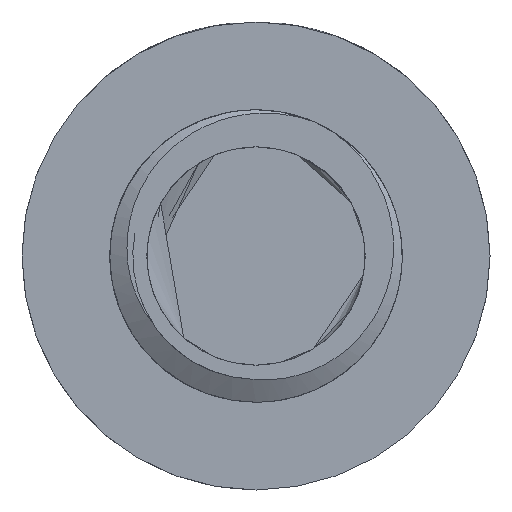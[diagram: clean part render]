
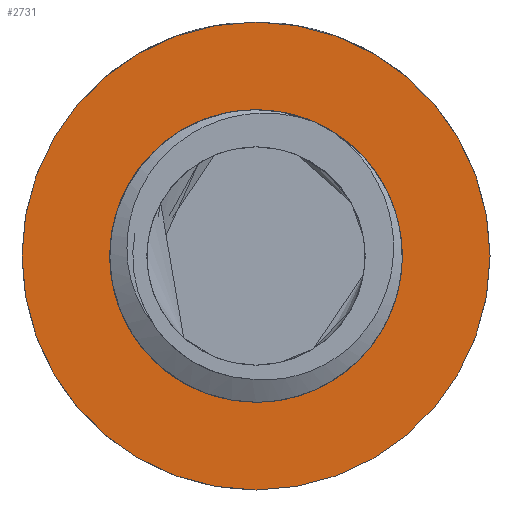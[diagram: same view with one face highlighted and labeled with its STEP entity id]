
A CAD part, front view. The second image highlights one B-rep face of the part: STEP entity #2731.
In plain terms, the highlighted planar face has unit normal (0, -1, 0).
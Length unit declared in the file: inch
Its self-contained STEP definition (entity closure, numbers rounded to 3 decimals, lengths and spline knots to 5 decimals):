
#152 = AXIS2_PLACEMENT_3D ( 'NONE', #8638, #2930, #9582 ) ;
#153 = CARTESIAN_POINT ( 'NONE',  ( 0.08847, 0., 0.16557 ) ) ;
#204 = CARTESIAN_POINT ( 'NONE',  ( 0.18773, 0., 0.00008 ) ) ;
#239 = CARTESIAN_POINT ( 'NONE',  ( 0.05448, 0., -0.17964 ) ) ;
#282 = CARTESIAN_POINT ( 'NONE',  ( -0.13271, 0., -0.13277 ) ) ;
#343 = DIRECTION ( 'NONE',  ( 0., 0., 1. ) ) ;
#800 = ORIENTED_EDGE ( 'NONE', *, *, #1148, .F. ) ;
#1136 = CARTESIAN_POINT ( 'NONE',  ( 0.11176, 0., 0.15083 ) ) ;
#1148 = EDGE_CURVE ( 'NONE', #11007, #8529, #1435, .T. ) ;
#1179 = CARTESIAN_POINT ( 'NONE',  ( 0.18568, 0., -0.02762 ) ) ;
#1215 = CARTESIAN_POINT ( 'NONE',  ( 0.0276, 0., -0.18569 ) ) ;
#1264 = CARTESIAN_POINT ( 'NONE',  ( -0.15084, 0., -0.11174 ) ) ;
#1319 = CARTESIAN_POINT ( 'NONE',  ( 0., 0., 0.1875 ) ) ;
#1325 = DIRECTION ( 'NONE',  ( 0., 0., 1. ) ) ;
#1435 = CIRCLE ( 'NONE', #3827, 0.3 ) ;
#1592 = DIRECTION ( 'NONE',  ( 0., 1., 0. ) ) ;
#1620 = CARTESIAN_POINT ( 'NONE',  ( 0., 0., 0. ) ) ;
#2099 = CARTESIAN_POINT ( 'NONE',  ( 0.13276, 0., 0.13273 ) ) ;
#2115 = FACE_BOUND ( 'NONE', #10059, .T. ) ;
#2140 = CARTESIAN_POINT ( 'NONE',  ( 0.17965, 0., -0.05446 ) ) ;
#2183 = CARTESIAN_POINT ( 'NONE',  ( -0.00006, 0., -0.18773 ) ) ;
#2224 = CARTESIAN_POINT ( 'NONE',  ( -0.16556, 0., -0.08849 ) ) ;
#2308 = CARTESIAN_POINT ( 'NONE',  ( 0., 0., 0. ) ) ;
#2394 = CARTESIAN_POINT ( 'NONE',  ( 0., 0., -0.3 ) ) ;
#2731 = ADVANCED_FACE ( 'NONE', ( #10007, #2115 ), #11745, .F. ) ;
#2736 = VERTEX_POINT ( 'NONE', #1319 ) ;
#2930 = DIRECTION ( 'NONE',  ( 0., -1., 0. ) ) ;
#2987 = CARTESIAN_POINT ( 'NONE',  ( -0.1875, 0., 0. ) ) ;
#3041 = CARTESIAN_POINT ( 'NONE',  ( 0.01853, 0., 0.1875 ) ) ;
#3082 = CARTESIAN_POINT ( 'NONE',  ( 0.15072, 0., 0.11191 ) ) ;
#3124 = CARTESIAN_POINT ( 'NONE',  ( 0.16968, 0., -0.08031 ) ) ;
#3161 = CARTESIAN_POINT ( 'NONE',  ( -0.02748, 0., -0.1857 ) ) ;
#3201 = CARTESIAN_POINT ( 'NONE',  ( -0.17678, 0., -0.06317 ) ) ;
#3290 = DIRECTION ( 'NONE',  ( 0., 0., 1. ) ) ;
#3353 = AXIS2_PLACEMENT_3D ( 'NONE', #2308, #8972, #3290 ) ;
#3827 = AXIS2_PLACEMENT_3D ( 'NONE', #1620, #1592, #1325 ) ;
#3920 = CARTESIAN_POINT ( 'NONE',  ( 0., 0., 0. ) ) ;
#3975 = ORIENTED_EDGE ( 'NONE', *, *, #10203, .F. ) ;
#4004 = CARTESIAN_POINT ( 'NONE',  ( 0., 0., 0.1875 ) ) ;
#4039 = CARTESIAN_POINT ( 'NONE',  ( 0.16559, 0., 0.08844 ) ) ;
#4078 = CARTESIAN_POINT ( 'NONE',  ( 0.14568, 0., -0.11949 ) ) ;
#4120 = CARTESIAN_POINT ( 'NONE',  ( -0.05458, 0., -0.17962 ) ) ;
#4162 = CARTESIAN_POINT ( 'NONE',  ( -0.1875, 0., -0.01859 ) ) ;
#4178 = CARTESIAN_POINT ( 'NONE',  ( 0., 0., 0. ) ) ;
#4306 = EDGE_CURVE ( 'NONE', #2736, #6748, #7096, .T. ) ;
#4335 = EDGE_CURVE ( 'NONE', #8529, #11007, #7638, .T. ) ;
#4880 = DIRECTION ( 'NONE',  ( 0., 0., 1. ) ) ;
#4965 = CARTESIAN_POINT ( 'NONE',  ( 0.03665, 0., 0.18481 ) ) ;
#4998 = CARTESIAN_POINT ( 'NONE',  ( 0.18023, 0., 0.05485 ) ) ;
#5046 = CARTESIAN_POINT ( 'NONE',  ( 0.10473, 0., -0.15662 ) ) ;
#5087 = CARTESIAN_POINT ( 'NONE',  ( -0.08869, 0., -0.16621 ) ) ;
#5894 = ORIENTED_EDGE ( 'NONE', *, *, #4335, .F. ) ;
#5928 = CARTESIAN_POINT ( 'NONE',  ( 0.07189, 0., 0.17341 ) ) ;
#5960 = CARTESIAN_POINT ( 'NONE',  ( 0.1875, 0., 0.00925 ) ) ;
#5995 = CARTESIAN_POINT ( 'NONE',  ( 0.07176, 0., -0.17347 ) ) ;
#6031 = CARTESIAN_POINT ( 'NONE',  ( -0.12607, 0., -0.13909 ) ) ;
#6097 = DIRECTION ( 'NONE',  ( 0., 1., 0. ) ) ;
#6739 = AXIS2_PLACEMENT_3D ( 'NONE', #3920, #10544, #4880 ) ;
#6748 = VERTEX_POINT ( 'NONE', #2987 ) ;
#6864 = CARTESIAN_POINT ( 'NONE',  ( 0.09644, 0., 0.16106 ) ) ;
#6893 = CARTESIAN_POINT ( 'NONE',  ( 0.18683, 0., -0.01836 ) ) ;
#6946 = CARTESIAN_POINT ( 'NONE',  ( 0.04565, 0., -0.18209 ) ) ;
#6985 = CARTESIAN_POINT ( 'NONE',  ( -0.1451, 0., -0.11911 ) ) ;
#7093 = ORIENTED_EDGE ( 'NONE', *, *, #4306, .T. ) ;
#7096 = B_SPLINE_CURVE_WITH_KNOTS ( 'NONE', 3,
 ( #4004, #3041, #4965, #11569, #5928, #153, #6864, #1136, #7825, #2099, #8786, #3082, #9718, #4039, #10665, #4998, #11609, #5960, #204, #6893, #1179, #7869, #2140, #8820, #3124, #9765, #4078, #10697, #5046, #11643, #5995, #239, #6946, #1215, #7916, #2183, #8857, #3161, #9804, #4120, #10735, #5087, #11693, #6031, #282, #6985, #1264, #7946, #2224, #8904, #3201, #9839, #4162, #10779 ),
 .UNSPECIFIED., .F., .F.,
 ( 4, 2, 2, 2, 2, 2, 2, 2, 2, 2, 2, 2, 2, 2, 2, 2, 2, 2, 2, 2, 2, 2, 2, 2, 2, 2, 4 ),
 ( 0.00169, 0.00309, 0.00379, 0.00449, 0.00518, 0.00588, 0.00658, 0.00728, 0.00867, 0.00937, 0.01007, 0.01077, 0.01147, 0.01286, 0.01426, 0.01496, 0.01565, 0.01635, 0.01705, 0.01775, 0.01845, 0.01984, 0.02054, 0.02124, 0.02194, 0.02264, 0.02403 ),
 .UNSPECIFIED. ) ;
#7259 = ORIENTED_EDGE ( 'NONE', *, *, #10716, .F. ) ;
#7638 = CIRCLE ( 'NONE', #3353, 0.3 ) ;
#7825 = CARTESIAN_POINT ( 'NONE',  ( 0.11913, 0., 0.14508 ) ) ;
#7869 = CARTESIAN_POINT ( 'NONE',  ( 0.18209, 0., -0.04563 ) ) ;
#7916 = CARTESIAN_POINT ( 'NONE',  ( 0.01832, 0., -0.18683 ) ) ;
#7946 = CARTESIAN_POINT ( 'NONE',  ( -0.16104, 0., -0.09646 ) ) ;
#8529 = VERTEX_POINT ( 'NONE', #11907 ) ;
#8638 = CARTESIAN_POINT ( 'NONE',  ( 0., 0., 0. ) ) ;
#8786 = CARTESIAN_POINT ( 'NONE',  ( 0.13907, 0., 0.12609 ) ) ;
#8820 = CARTESIAN_POINT ( 'NONE',  ( 0.17347, 0., -0.07177 ) ) ;
#8837 = AXIS2_PLACEMENT_3D ( 'NONE', #4178, #6097, #343 ) ;
#8857 = CARTESIAN_POINT ( 'NONE',  ( -0.00922, 0., -0.1875 ) ) ;
#8904 = CARTESIAN_POINT ( 'NONE',  ( -0.17342, 0., -0.07189 ) ) ;
#8972 = DIRECTION ( 'NONE',  ( 0., 1., 0. ) ) ;
#9085 = CARTESIAN_POINT ( 'NONE',  ( -0.06559, 0., 0.17565 ) ) ;
#9568 = CIRCLE ( 'NONE', #152, 0.1875 ) ;
#9582 = DIRECTION ( 'NONE',  ( 0., 0., 1. ) ) ;
#9718 = CARTESIAN_POINT ( 'NONE',  ( 0.15609, 0., 0.10429 ) ) ;
#9765 = CARTESIAN_POINT ( 'NONE',  ( 0.15664, 0., -0.10469 ) ) ;
#9804 = CARTESIAN_POINT ( 'NONE',  ( -0.03665, 0., -0.18412 ) ) ;
#9839 = CARTESIAN_POINT ( 'NONE',  ( -0.1848, 0., -0.0367 ) ) ;
#10007 = FACE_OUTER_BOUND ( 'NONE', #10206, .T. ) ;
#10059 = EDGE_LOOP ( 'NONE', ( #7259, #7093, #3975 ) ) ;
#10126 = CIRCLE ( 'NONE', #6739, 0.1875 ) ;
#10203 = EDGE_CURVE ( 'NONE', #11425, #6748, #9568, .T. ) ;
#10206 = EDGE_LOOP ( 'NONE', ( #800, #5894 ) ) ;
#10544 = DIRECTION ( 'NONE',  ( 0., -1., 0. ) ) ;
#10665 = CARTESIAN_POINT ( 'NONE',  ( 0.16971, 0., 0.08024 ) ) ;
#10697 = CARTESIAN_POINT ( 'NONE',  ( 0.11945, 0., -0.14571 ) ) ;
#10716 = EDGE_CURVE ( 'NONE', #2736, #11425, #10126, .T. ) ;
#10735 = CARTESIAN_POINT ( 'NONE',  ( -0.0633, 0., -0.17673 ) ) ;
#10779 = CARTESIAN_POINT ( 'NONE',  ( -0.1875, 0., 0. ) ) ;
#11007 = VERTEX_POINT ( 'NONE', #2394 ) ;
#11425 = VERTEX_POINT ( 'NONE', #9085 ) ;
#11569 = CARTESIAN_POINT ( 'NONE',  ( 0.06323, 0., 0.17676 ) ) ;
#11609 = CARTESIAN_POINT ( 'NONE',  ( 0.1848, 0., 0.03661 ) ) ;
#11643 = CARTESIAN_POINT ( 'NONE',  ( 0.08026, 0., -0.16971 ) ) ;
#11693 = CARTESIAN_POINT ( 'NONE',  ( -0.10482, 0., -0.15654 ) ) ;
#11745 = PLANE ( 'NONE',  #8837 ) ;
#11907 = CARTESIAN_POINT ( 'NONE',  ( 0., 0., 0.3 ) ) ;
